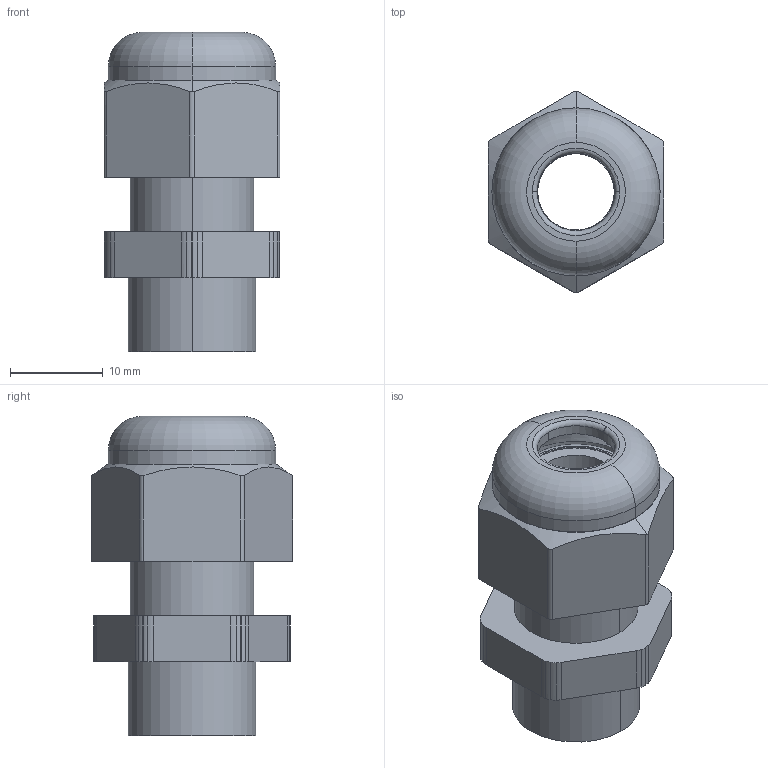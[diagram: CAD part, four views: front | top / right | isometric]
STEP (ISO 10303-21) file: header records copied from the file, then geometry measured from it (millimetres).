
FILE_DESCRIPTION(('CATIA V5 STEP Exchange','CAx-IF Rec.Pracs.--- Model Styling and Organization---1.5--- 2016-08-15','CAx-IF Rec.Pracs.---Supplemental Geometry---1.0---2011-11-01','CAx-IF Rec.Pracs.--- Composite Materials ---1.1---2010-07-15'),'2;1');
FILE_NAME ('D1458929_1', '2025-05-08T11:18:49+00:00', ('none'), ('Weidmueller'), 'CATIA Version 5-6 Release 2022 SP4 HF5', 'CATIA V5 STEP AP214 v3', 'none');
FILE_SCHEMA(('AUTOMOTIVE_DESIGN { 1 0 10303 214 1 1 1 1 }'));
Length unit declared in the file: millimetre
Products named in the file (1): VG_9
Bounding box: 19 x 21.78 x 34.5 mm (x, y, z)
Volume: 4827.3 mm3; surface area: 5386.4 mm2
Topology: 3 solids, 3 shells, 98 faces, 279 edges, 193 vertices
Faces by surface type: cylinder 54, plane 30, torus 8, cone 6
Entity records: 3430 total; most frequent: CARTESIAN_POINT 853, ORIENTED_EDGE 558, DIRECTION 404, EDGE_CURVE 279, AXIS2_PLACEMENT_3D 205, VERTEX_POINT 193, CIRCLE 112, EDGE_LOOP 110
